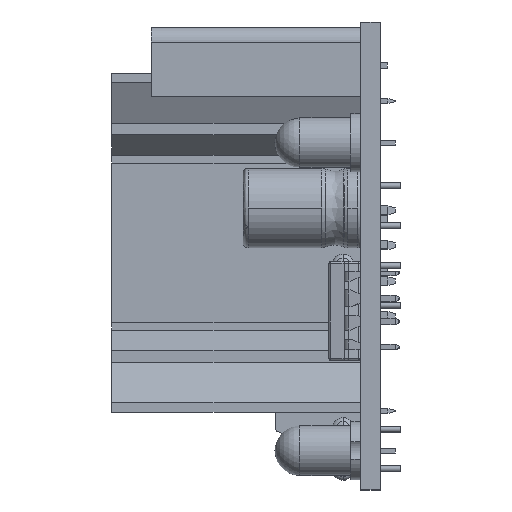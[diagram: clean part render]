
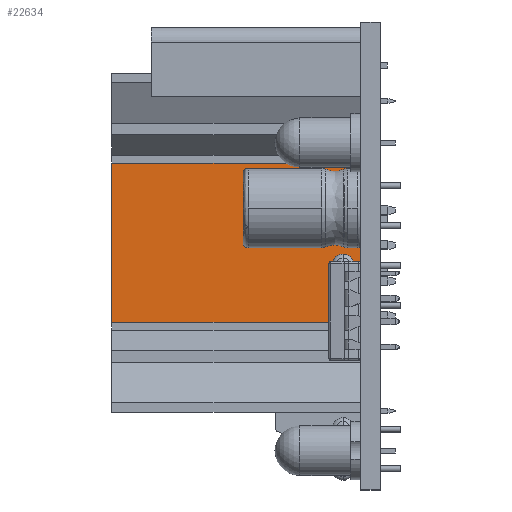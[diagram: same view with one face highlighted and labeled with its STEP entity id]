
A CAD part, left-side view. The second image highlights one B-rep face of the part: STEP entity #22634.
In plain terms, the highlighted face is planar.
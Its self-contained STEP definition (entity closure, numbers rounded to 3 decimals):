
#532 = FACE_OUTER_BOUND ( 'NONE', #11643, .T. ) ;
#976 = VERTEX_POINT ( 'NONE', #10658 ) ;
#1111 = VERTEX_POINT ( 'NONE', #10802 ) ;
#1174 = VERTEX_POINT ( 'NONE', #10865 ) ;
#1343 = VERTEX_POINT ( 'NONE', #11034 ) ;
#7796 = AXIS2_PLACEMENT_3D ( 'NONE', #21694, #21699, #21700 ) ;
#10658 = CARTESIAN_POINT ( 'NONE',  ( -8., 0., 0.6 ) ) ;
#10802 = CARTESIAN_POINT ( 'NONE',  ( 8., 0., 0.6 ) ) ;
#10865 = CARTESIAN_POINT ( 'NONE',  ( 8., 25., 0.6 ) ) ;
#11034 = CARTESIAN_POINT ( 'NONE',  ( -8., 25., 0.6 ) ) ;
#11643 = EDGE_LOOP ( 'NONE', ( #11853, #11854, #11855, #11856 ) ) ;
#11853 = ORIENTED_EDGE ( 'NONE', *, *, #23328, .T. ) ;
#11854 = ORIENTED_EDGE ( 'NONE', *, *, #23330, .F. ) ;
#11855 = ORIENTED_EDGE ( 'NONE', *, *, #23332, .F. ) ;
#11856 = ORIENTED_EDGE ( 'NONE', *, *, #23324, .T. ) ;
#14222 = CARTESIAN_POINT ( 'NONE',  ( -8., 25., 0.6 ) ) ;
#14225 = DIRECTION ( 'NONE',  ( 0., -1., 0. ) ) ;
#14226 = CARTESIAN_POINT ( 'NONE',  ( 0., 0., 0.6 ) ) ;
#14227 = CARTESIAN_POINT ( 'NONE',  ( 8., 25., 0.6 ) ) ;
#14228 = DIRECTION ( 'NONE',  ( 1., 0., 0. ) ) ;
#14229 = DIRECTION ( 'NONE',  ( 1., 0., 0. ) ) ;
#14230 = CARTESIAN_POINT ( 'NONE',  ( 0., 25., 0.6 ) ) ;
#14231 = DIRECTION ( 'NONE',  ( 0., -1., 0. ) ) ;
#17845 = LINE ( 'NONE', #14222, #17848 ) ;
#17847 = LINE ( 'NONE', #14227, #17854 ) ;
#17848 = VECTOR ( 'NONE', #14225, 1000. ) ;
#17849 = LINE ( 'NONE', #14226, #17852 ) ;
#17851 = LINE ( 'NONE', #14230, #17856 ) ;
#17852 = VECTOR ( 'NONE', #14229, 1000. ) ;
#17854 = VECTOR ( 'NONE', #14231, 1000. ) ;
#17856 = VECTOR ( 'NONE', #14228, 1000. ) ;
#21693 = PLANE ( 'NONE',  #7796 ) ;
#21694 = CARTESIAN_POINT ( 'NONE',  ( 0., 25., 0.6 ) ) ;
#21699 = DIRECTION ( 'NONE',  ( 0., 0., -1. ) ) ;
#21700 = DIRECTION ( 'NONE',  ( -1., 0., 0. ) ) ;
#22634 = ADVANCED_FACE ( 'NONE', ( #532 ), #21693, .F. ) ;
#23324 = EDGE_CURVE ( 'NONE', #1343, #976, #17845, .T. ) ;
#23328 = EDGE_CURVE ( 'NONE', #976, #1111, #17849, .T. ) ;
#23330 = EDGE_CURVE ( 'NONE', #1174, #1111, #17847, .T. ) ;
#23332 = EDGE_CURVE ( 'NONE', #1343, #1174, #17851, .T. ) ;
